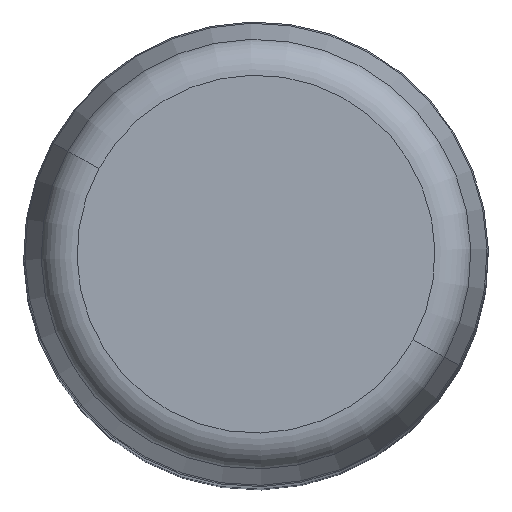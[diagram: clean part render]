
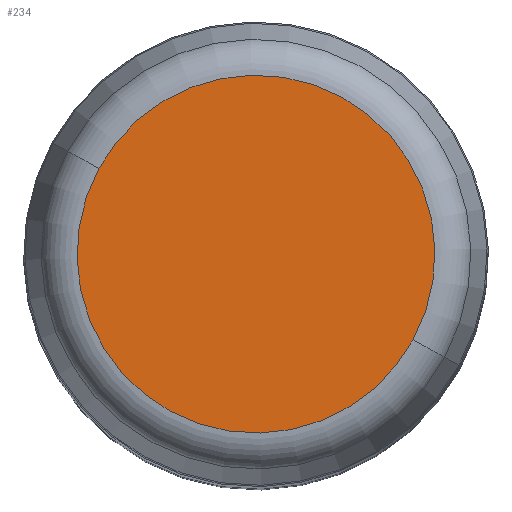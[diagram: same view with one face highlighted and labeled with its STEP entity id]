
A CAD part, top view. The second image highlights one B-rep face of the part: STEP entity #234.
In plain terms, the highlighted planar face has unit normal (0, 0, 1).
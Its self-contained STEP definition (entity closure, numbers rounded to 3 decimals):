
#211=CARTESIAN_POINT('Axis2P3D Location',(0.,0.,154.)) ;
#216=CARTESIAN_POINT('Axis2P3D Location',(0.,0.,154.)) ;
#220=CARTESIAN_POINT('Vertex',(-16.895,9.23,154.)) ;
#222=CARTESIAN_POINT('Vertex',(16.895,-9.23,154.)) ;
#225=CARTESIAN_POINT('Axis2P3D Location',(0.,0.,154.)) ;
#212=DIRECTION('Axis2P3D Direction',(0.,0.,-1.)) ;
#213=DIRECTION('Axis2P3D XDirection',(1.,0.,0.)) ;
#217=DIRECTION('Axis2P3D Direction',(0.,0.,-1.)) ;
#226=DIRECTION('Axis2P3D Direction',(0.,0.,-1.)) ;
#214=AXIS2_PLACEMENT_3D('Plane Axis2P3D',#211,#212,#213) ;
#218=AXIS2_PLACEMENT_3D('Circle Axis2P3D',#216,#217,$) ;
#227=AXIS2_PLACEMENT_3D('Circle Axis2P3D',#225,#226,$) ;
#231=ORIENTED_EDGE('',*,*,#224,.F.) ;
#232=ORIENTED_EDGE('',*,*,#229,.F.) ;
#234=ADVANCED_FACE('PartBody',(#233),#215,.F.) ;
#219=CIRCLE('generated circle',#218,19.251) ;
#228=CIRCLE('generated circle',#227,19.251) ;
#224=EDGE_CURVE('',#221,#223,#219,.T.) ;
#229=EDGE_CURVE('',#223,#221,#228,.T.) ;
#230=EDGE_LOOP('',(#231,#232)) ;
#233=FACE_OUTER_BOUND('',#230,.T.) ;
#215=PLANE('Plane',#214) ;
#221=VERTEX_POINT('',#220) ;
#223=VERTEX_POINT('',#222) ;
